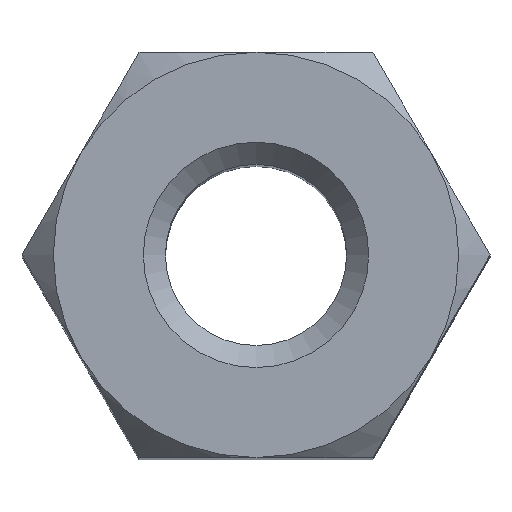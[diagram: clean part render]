
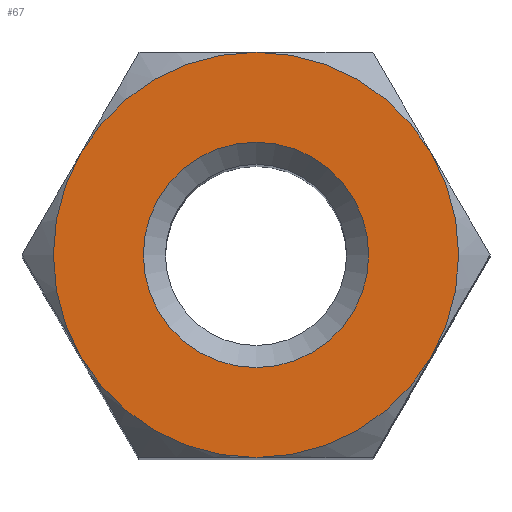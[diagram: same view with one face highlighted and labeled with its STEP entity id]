
A CAD part, top view. The second image highlights one B-rep face of the part: STEP entity #67.
In plain terms, the highlighted planar face has unit normal (0, 0, 1).
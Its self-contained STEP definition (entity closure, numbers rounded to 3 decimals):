
#67 = ADVANCED_FACE( '', ( #142, #143 ), #144, .T. );
#142 = FACE_BOUND( '', #223, .T. );
#143 = FACE_OUTER_BOUND( '', #224, .T. );
#144 = PLANE( '', #225 );
#223 = EDGE_LOOP( '', ( #337 ) );
#224 = EDGE_LOOP( '', ( #338, #339, #340, #341, #342, #343 ) );
#225 = AXIS2_PLACEMENT_3D( '', #344, #345, #346 );
#337 = ORIENTED_EDGE( '', *, *, #455, .T. );
#338 = ORIENTED_EDGE( '', *, *, #464, .F. );
#339 = ORIENTED_EDGE( '', *, *, #488, .F. );
#340 = ORIENTED_EDGE( '', *, *, #485, .F. );
#341 = ORIENTED_EDGE( '', *, *, #478, .T. );
#342 = ORIENTED_EDGE( '', *, *, #467, .F. );
#343 = ORIENTED_EDGE( '', *, *, #451, .F. );
#344 = CARTESIAN_POINT( '', ( 0., 0., 8.5 ) );
#345 = DIRECTION( '', ( 0., 0., 1. ) );
#346 = DIRECTION( '', ( 1., 0., 0. ) );
#451 = EDGE_CURVE( '', #519, #522, #523, .F. );
#455 = EDGE_CURVE( '', #528, #528, #529, .T. );
#464 = EDGE_CURVE( '', #541, #519, #544, .F. );
#467 = EDGE_CURVE( '', #522, #547, #548, .F. );
#478 = EDGE_CURVE( '', #558, #547, #566, .T. );
#485 = EDGE_CURVE( '', #558, #576, #577, .F. );
#488 = EDGE_CURVE( '', #576, #541, #580, .F. );
#519 = VERTEX_POINT( '', #616 );
#522 = VERTEX_POINT( '', #626 );
#523 = CIRCLE( '', #627, 2.75 );
#528 = VERTEX_POINT( '', #639 );
#529 = CIRCLE( '', #640, 1.53 );
#541 = VERTEX_POINT( '', #664 );
#544 = CIRCLE( '', #672, 2.75 );
#547 = VERTEX_POINT( '', #682 );
#548 = CIRCLE( '', #683, 2.75 );
#558 = VERTEX_POINT( '', #713 );
#566 = CIRCLE( '', #743, 2.75 );
#576 = VERTEX_POINT( '', #770 );
#577 = CIRCLE( '', #771, 2.75 );
#580 = CIRCLE( '', #781, 2.75 );
#616 = CARTESIAN_POINT( '', ( 0., -2.75, 8.5 ) );
#626 = CARTESIAN_POINT( '', ( -2.382, -1.375, 8.5 ) );
#627 = AXIS2_PLACEMENT_3D( '', #870, #871, #872 );
#639 = CARTESIAN_POINT( '', ( 0., 1.53, 8.5 ) );
#640 = AXIS2_PLACEMENT_3D( '', #876, #877, #878 );
#664 = CARTESIAN_POINT( '', ( 2.382, -1.375, 8.5 ) );
#672 = AXIS2_PLACEMENT_3D( '', #885, #886, #887 );
#682 = CARTESIAN_POINT( '', ( -2.382, 1.375, 8.5 ) );
#683 = AXIS2_PLACEMENT_3D( '', #888, #889, #890 );
#713 = CARTESIAN_POINT( '', ( 0., 2.75, 8.5 ) );
#743 = AXIS2_PLACEMENT_3D( '', #893, #894, #895 );
#770 = CARTESIAN_POINT( '', ( 2.382, 1.375, 8.5 ) );
#771 = AXIS2_PLACEMENT_3D( '', #899, #900, #901 );
#781 = AXIS2_PLACEMENT_3D( '', #902, #903, #904 );
#870 = CARTESIAN_POINT( '', ( 0., 0., 8.5 ) );
#871 = DIRECTION( '', ( 0., 0., 1. ) );
#872 = DIRECTION( '', ( 1., 0., 0. ) );
#876 = CARTESIAN_POINT( '', ( 0., 0., 8.5 ) );
#877 = DIRECTION( '', ( 0., 0., -1. ) );
#878 = DIRECTION( '', ( 0., 1., 0. ) );
#885 = CARTESIAN_POINT( '', ( 0., 0., 8.5 ) );
#886 = DIRECTION( '', ( 0., 0., 1. ) );
#887 = DIRECTION( '', ( 1., 0., 0. ) );
#888 = CARTESIAN_POINT( '', ( 0., 0., 8.5 ) );
#889 = DIRECTION( '', ( 0., 0., 1. ) );
#890 = DIRECTION( '', ( 1., 0., 0. ) );
#893 = CARTESIAN_POINT( '', ( 0., 0., 8.5 ) );
#894 = DIRECTION( '', ( 0., 0., 1. ) );
#895 = DIRECTION( '', ( 1., 0., 0. ) );
#899 = CARTESIAN_POINT( '', ( 0., 0., 8.5 ) );
#900 = DIRECTION( '', ( 0., 0., 1. ) );
#901 = DIRECTION( '', ( 1., 0., 0. ) );
#902 = CARTESIAN_POINT( '', ( 0., 0., 8.5 ) );
#903 = DIRECTION( '', ( 0., 0., 1. ) );
#904 = DIRECTION( '', ( 1., 0., 0. ) );
